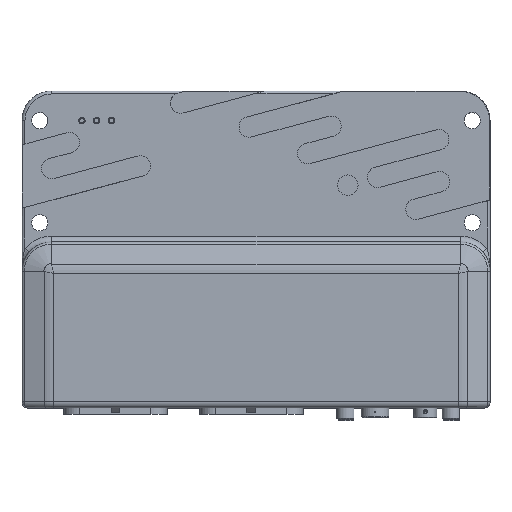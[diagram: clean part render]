
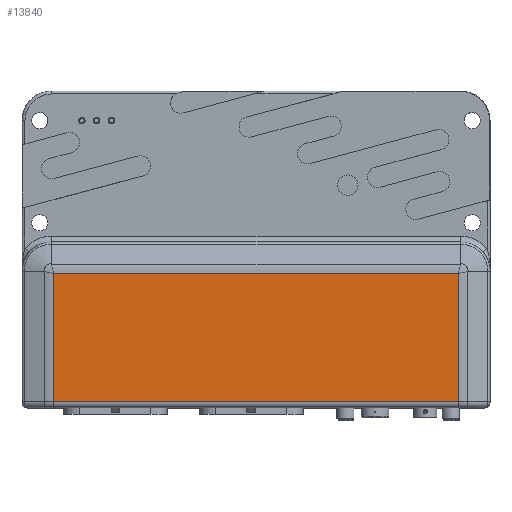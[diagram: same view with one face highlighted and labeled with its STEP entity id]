
A CAD part, top view. The second image highlights one B-rep face of the part: STEP entity #13840.
In plain terms, the highlighted planar face has unit normal (0, 0, 1).
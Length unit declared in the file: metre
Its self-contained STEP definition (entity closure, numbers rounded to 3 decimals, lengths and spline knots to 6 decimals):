
#1423=LINE('',#25467,#2467);
#1502=LINE('',#26328,#2546);
#1503=LINE('',#26332,#2547);
#1504=LINE('',#26334,#2548);
#2467=VECTOR('',#17848,1.);
#2546=VECTOR('',#18211,1.);
#2547=VECTOR('',#18216,1.);
#2548=VECTOR('',#18217,1.);
#5327=ORIENTED_EDGE('',*,*,#8045,.T.);
#5328=ORIENTED_EDGE('',*,*,#8218,.F.);
#5329=ORIENTED_EDGE('',*,*,#8220,.T.);
#5330=ORIENTED_EDGE('',*,*,#8221,.T.);
#8045=EDGE_CURVE('',#9706,#9705,#1423,.F.);
#8218=EDGE_CURVE('',#9806,#9705,#1502,.T.);
#8220=EDGE_CURVE('',#9806,#9807,#1503,.F.);
#8221=EDGE_CURVE('',#9807,#9706,#1504,.T.);
#9705=VERTEX_POINT('',#25454);
#9706=VERTEX_POINT('',#25468);
#9806=VERTEX_POINT('',#26329);
#9807=VERTEX_POINT('',#26333);
#11514=EDGE_LOOP('',(#5327,#5328,#5329,#5330));
#12535=FACE_BOUND('',#11514,.T.);
#13157=PLANE('',#15153);
#13840=ADVANCED_FACE('',(#12535),#13157,.F.);
#15153=AXIS2_PLACEMENT_3D('',#26331,#18214,#18215);
#17848=DIRECTION('',(1.,0.,0.));
#18211=DIRECTION('',(0.,1.,0.));
#18214=DIRECTION('',(0.,0.,-1.));
#18215=DIRECTION('',(-1.,0.,0.));
#18216=DIRECTION('',(-1.,0.,0.));
#18217=DIRECTION('',(0.,1.,0.));
#25454=CARTESIAN_POINT('',(-0.068623,-0.00594,0.045));
#25467=CARTESIAN_POINT('',(-0.000245,-0.00594,0.045));
#25468=CARTESIAN_POINT('',(0.068132,-0.00594,0.045));
#26328=CARTESIAN_POINT('',(-0.068623,-0.005317,0.045));
#26329=CARTESIAN_POINT('',(-0.068623,-0.049317,0.045));
#26331=CARTESIAN_POINT('',(0.078755,-0.023317,0.045));
#26332=CARTESIAN_POINT('',(0.078755,-0.049317,0.045));
#26333=CARTESIAN_POINT('',(0.068132,-0.049317,0.045));
#26334=CARTESIAN_POINT('',(0.068132,-0.005317,0.045));
